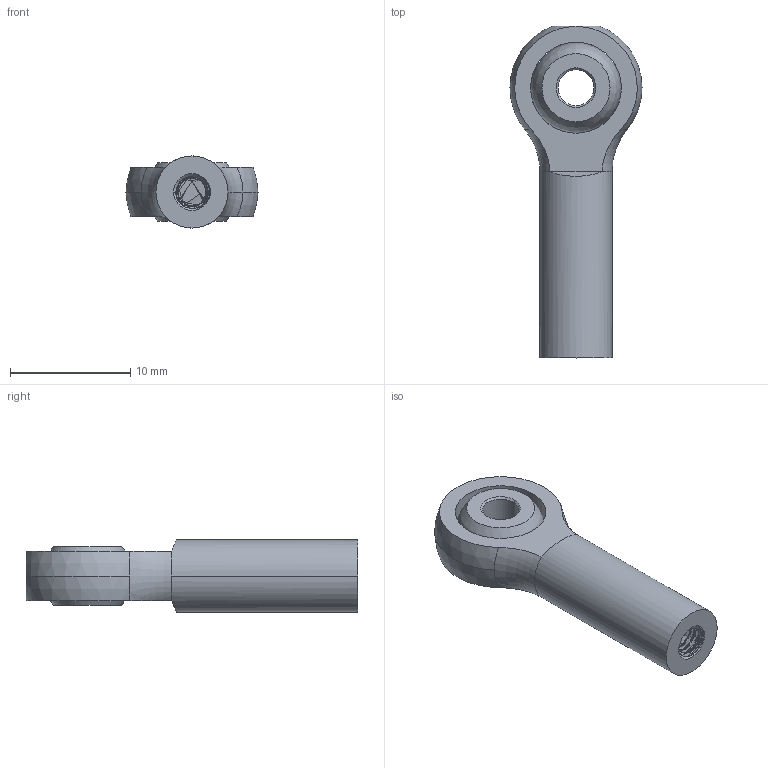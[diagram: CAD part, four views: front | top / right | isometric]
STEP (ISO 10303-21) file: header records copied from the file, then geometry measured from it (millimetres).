
FILE_DESCRIPTION (( 'STEP AP203' ), '1' );
FILE_NAME ('59935K13_Ball Joint Rod End_59935K13_sldprt.STEP', '2024-07-29T05:24:15', ( '' ), ( '' ), 'SwSTEP 2.0', 'SolidWorks 2023', '' );
FILE_SCHEMA (( 'CONFIG_CONTROL_DESIGN' ));
Length unit declared in the file: millimetre
Products named in the file (1): 59935K13_Ball Joint Rod End_59935K13_sldprt
Bounding box: 11 x 27.64 x 6 mm (x, y, z)
Volume: 763.6 mm3; surface area: 994 mm2
Topology: 2 solids, 2 shells, 73 faces, 196 edges, 128 vertices
Faces by surface type: cylinder 47, plane 9, cone 7, sphere 4, torus 3, bspline 3
Entity records: 4867 total; most frequent: CARTESIAN_POINT 3223, ORIENTED_EDGE 388, DIRECTION 275, EDGE_CURVE 194, VERTEX_POINT 128, AXIS2_PLACEMENT_3D 110, EDGE_LOOP 80, ADVANCED_FACE 73
